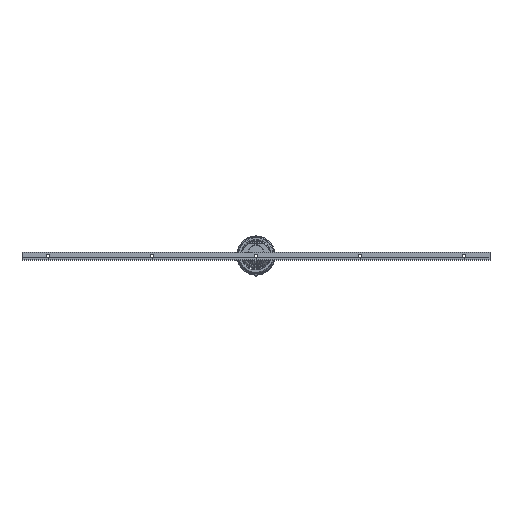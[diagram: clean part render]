
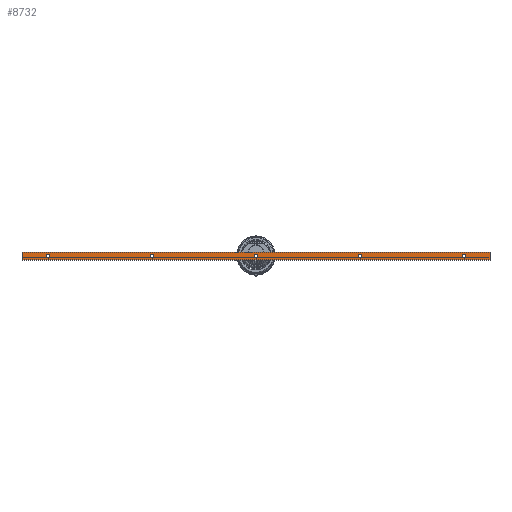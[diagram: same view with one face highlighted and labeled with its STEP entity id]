
A CAD part, top view. The second image highlights one B-rep face of the part: STEP entity #8732.
In plain terms, the highlighted face is planar.
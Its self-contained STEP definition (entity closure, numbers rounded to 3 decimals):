
#100 = CIRCLE ( 'NONE', #1830, 11. ) ;
#151 = EDGE_LOOP ( 'NONE', ( #290, #10481 ) ) ;
#164 = ORIENTED_EDGE ( 'NONE', *, *, #7599, .F. ) ;
#290 = ORIENTED_EDGE ( 'NONE', *, *, #6341, .F. ) ;
#299 = EDGE_CURVE ( 'NONE', #3823, #6306, #8253, .T. ) ;
#328 = AXIS2_PLACEMENT_3D ( 'NONE', #6678, #10356, #8541 ) ;
#524 = CIRCLE ( 'NONE', #6083, 11. ) ;
#582 = EDGE_CURVE ( 'NONE', #5430, #6100, #7885, .T. ) ;
#615 = VERTEX_POINT ( 'NONE', #5896 ) ;
#667 = DIRECTION ( 'NONE',  ( -1., 0., 0. ) ) ;
#795 = CARTESIAN_POINT ( 'NONE',  ( 11.5, 80., 1200. ) ) ;
#873 = AXIS2_PLACEMENT_3D ( 'NONE', #5184, #8825, #667 ) ;
#1073 = ORIENTED_EDGE ( 'NONE', *, *, #7886, .T. ) ;
#1316 = ORIENTED_EDGE ( 'NONE', *, *, #7778, .F. ) ;
#1318 = LINE ( 'NONE', #9540, #7569 ) ;
#1329 = EDGE_CURVE ( 'NONE', #8176, #11503, #11370, .T. ) ;
#1361 = EDGE_CURVE ( 'NONE', #11561, #615, #1967, .T. ) ;
#1386 = CARTESIAN_POINT ( 'NONE',  ( 22.5, 80., 1200. ) ) ;
#1474 = ORIENTED_EDGE ( 'NONE', *, *, #6702, .F. ) ;
#1476 = PLANE ( 'NONE',  #10097 ) ;
#1796 = EDGE_LOOP ( 'NONE', ( #1316, #164 ) ) ;
#1830 = AXIS2_PLACEMENT_3D ( 'NONE', #5723, #3787, #6545 ) ;
#1834 = LINE ( 'NONE', #11687, #4832 ) ;
#1950 = VERTEX_POINT ( 'NONE', #6990 ) ;
#1967 = CIRCLE ( 'NONE', #4078, 11. ) ;
#2266 = FACE_BOUND ( 'NONE', #5174, .T. ) ;
#2499 = CARTESIAN_POINT ( 'NONE',  ( 45., 80., 1350. ) ) ;
#2528 = VERTEX_POINT ( 'NONE', #9364 ) ;
#2539 = EDGE_CURVE ( 'NONE', #615, #11561, #10571, .T. ) ;
#2656 = ORIENTED_EDGE ( 'NONE', *, *, #299, .T. ) ;
#2763 = DIRECTION ( 'NONE',  ( 0., -1., 0. ) ) ;
#3092 = ORIENTED_EDGE ( 'NONE', *, *, #582, .F. ) ;
#3097 = ORIENTED_EDGE ( 'NONE', *, *, #2539, .T. ) ;
#3317 = CARTESIAN_POINT ( 'NONE',  ( 45., 80., -1350. ) ) ;
#3322 = EDGE_LOOP ( 'NONE', ( #4344, #3092 ) ) ;
#3368 = VERTEX_POINT ( 'NONE', #8523 ) ;
#3787 = DIRECTION ( 'NONE',  ( 0., 1., 0. ) ) ;
#3823 = VERTEX_POINT ( 'NONE', #11338 ) ;
#3987 = CARTESIAN_POINT ( 'NONE',  ( 0., 80., -1350. ) ) ;
#4078 = AXIS2_PLACEMENT_3D ( 'NONE', #5009, #6867, #7760 ) ;
#4344 = ORIENTED_EDGE ( 'NONE', *, *, #5758, .F. ) ;
#4498 = ORIENTED_EDGE ( 'NONE', *, *, #7684, .T. ) ;
#4814 = DIRECTION ( 'NONE',  ( 0., -1., 0. ) ) ;
#4832 = VECTOR ( 'NONE', #6389, 1000. ) ;
#4878 = DIRECTION ( 'NONE',  ( -1., 0., 0. ) ) ;
#5009 = CARTESIAN_POINT ( 'NONE',  ( 22.5, 80., 1200. ) ) ;
#5021 = FACE_BOUND ( 'NONE', #151, .T. ) ;
#5142 = VERTEX_POINT ( 'NONE', #11345 ) ;
#5174 = EDGE_LOOP ( 'NONE', ( #9740, #3097 ) ) ;
#5184 = CARTESIAN_POINT ( 'NONE',  ( 22.5, 80., 0. ) ) ;
#5205 = DIRECTION ( 'NONE',  ( -1., 0., 0. ) ) ;
#5399 = CARTESIAN_POINT ( 'NONE',  ( 33.5, 80., -1200. ) ) ;
#5409 = VECTOR ( 'NONE', #11600, 1000. ) ;
#5430 = VERTEX_POINT ( 'NONE', #5435 ) ;
#5435 = CARTESIAN_POINT ( 'NONE',  ( 33.5, 80., -600. ) ) ;
#5502 = CARTESIAN_POINT ( 'NONE',  ( 22.5, 80., -1200. ) ) ;
#5618 = CARTESIAN_POINT ( 'NONE',  ( 11.5, 80., 0. ) ) ;
#5723 = CARTESIAN_POINT ( 'NONE',  ( 22.5, 80., -600. ) ) ;
#5758 = EDGE_CURVE ( 'NONE', #6100, #5430, #100, .T. ) ;
#5896 = CARTESIAN_POINT ( 'NONE',  ( 33.5, 80., 1200. ) ) ;
#5938 = DIRECTION ( 'NONE',  ( 0., -1., 0. ) ) ;
#5991 = FACE_BOUND ( 'NONE', #6808, .T. ) ;
#6058 = CIRCLE ( 'NONE', #873, 11. ) ;
#6083 = AXIS2_PLACEMENT_3D ( 'NONE', #8996, #11800, #7023 ) ;
#6100 = VERTEX_POINT ( 'NONE', #7229 ) ;
#6120 = DIRECTION ( 'NONE',  ( 0., 1., 0. ) ) ;
#6306 = VERTEX_POINT ( 'NONE', #11569 ) ;
#6341 = EDGE_CURVE ( 'NONE', #11503, #8176, #8510, .T. ) ;
#6389 = DIRECTION ( 'NONE',  ( 0., 0., -1. ) ) ;
#6454 = DIRECTION ( 'NONE',  ( 0., 1., 0. ) ) ;
#6545 = DIRECTION ( 'NONE',  ( -1., 0., 0. ) ) ;
#6678 = CARTESIAN_POINT ( 'NONE',  ( 22.5, 80., 0. ) ) ;
#6684 = CARTESIAN_POINT ( 'NONE',  ( 45., 80., 1350. ) ) ;
#6702 = EDGE_CURVE ( 'NONE', #5142, #1950, #7572, .T. ) ;
#6808 = EDGE_LOOP ( 'NONE', ( #4498, #2656 ) ) ;
#6822 = DIRECTION ( 'NONE',  ( 0., 1., 0. ) ) ;
#6867 = DIRECTION ( 'NONE',  ( 0., -1., 0. ) ) ;
#6988 = CARTESIAN_POINT ( 'NONE',  ( 22.5, 80., -1200. ) ) ;
#6990 = CARTESIAN_POINT ( 'NONE',  ( 0., 80., 1350. ) ) ;
#7023 = DIRECTION ( 'NONE',  ( 1., 0., 0. ) ) ;
#7088 = CARTESIAN_POINT ( 'NONE',  ( 11.5, 80., -1200. ) ) ;
#7089 = AXIS2_PLACEMENT_3D ( 'NONE', #10874, #2763, #9170 ) ;
#7229 = CARTESIAN_POINT ( 'NONE',  ( 11.5, 80., -600. ) ) ;
#7474 = AXIS2_PLACEMENT_3D ( 'NONE', #1386, #4814, #4878 ) ;
#7569 = VECTOR ( 'NONE', #9481, 1000. ) ;
#7572 = LINE ( 'NONE', #6684, #8120 ) ;
#7599 = EDGE_CURVE ( 'NONE', #3368, #9938, #8569, .T. ) ;
#7684 = EDGE_CURVE ( 'NONE', #6306, #3823, #524, .T. ) ;
#7704 = FACE_BOUND ( 'NONE', #1796, .T. ) ;
#7760 = DIRECTION ( 'NONE',  ( -1., 0., 0. ) ) ;
#7778 = EDGE_CURVE ( 'NONE', #9938, #3368, #6058, .T. ) ;
#7885 = CIRCLE ( 'NONE', #8463, 11. ) ;
#7886 = EDGE_CURVE ( 'NONE', #5142, #2528, #1318, .T. ) ;
#7950 = FACE_BOUND ( 'NONE', #3322, .T. ) ;
#8120 = VECTOR ( 'NONE', #11258, 1000. ) ;
#8176 = VERTEX_POINT ( 'NONE', #5399 ) ;
#8253 = CIRCLE ( 'NONE', #7089, 11. ) ;
#8463 = AXIS2_PLACEMENT_3D ( 'NONE', #11588, #6120, #10625 ) ;
#8510 = CIRCLE ( 'NONE', #11795, 11. ) ;
#8523 = CARTESIAN_POINT ( 'NONE',  ( 33.5, 80., 0. ) ) ;
#8541 = DIRECTION ( 'NONE',  ( -1., 0., 0. ) ) ;
#8569 = CIRCLE ( 'NONE', #328, 11. ) ;
#8679 = AXIS2_PLACEMENT_3D ( 'NONE', #5502, #6454, #9144 ) ;
#8732 = ADVANCED_FACE ( 'NONE', ( #5021, #7704, #7950, #9705, #5991, #2266 ), #1476, .F. ) ;
#8787 = DIRECTION ( 'NONE',  ( 1., 0., 0. ) ) ;
#8825 = DIRECTION ( 'NONE',  ( 0., 1., 0. ) ) ;
#8848 = EDGE_CURVE ( 'NONE', #1950, #9880, #1834, .T. ) ;
#8996 = CARTESIAN_POINT ( 'NONE',  ( 22.5, 80., 600. ) ) ;
#9087 = EDGE_CURVE ( 'NONE', #2528, #9880, #9735, .T. ) ;
#9144 = DIRECTION ( 'NONE',  ( -1., 0., 0. ) ) ;
#9170 = DIRECTION ( 'NONE',  ( 1., 0., 0. ) ) ;
#9364 = CARTESIAN_POINT ( 'NONE',  ( 45., 80., -1350. ) ) ;
#9481 = DIRECTION ( 'NONE',  ( 0., 0., -1. ) ) ;
#9540 = CARTESIAN_POINT ( 'NONE',  ( 45., 80., 1350. ) ) ;
#9705 = FACE_OUTER_BOUND ( 'NONE', #10814, .T. ) ;
#9735 = LINE ( 'NONE', #3317, #5409 ) ;
#9740 = ORIENTED_EDGE ( 'NONE', *, *, #1361, .T. ) ;
#9880 = VERTEX_POINT ( 'NONE', #3987 ) ;
#9938 = VERTEX_POINT ( 'NONE', #5618 ) ;
#10097 = AXIS2_PLACEMENT_3D ( 'NONE', #2499, #5938, #8787 ) ;
#10356 = DIRECTION ( 'NONE',  ( 0., 1., 0. ) ) ;
#10481 = ORIENTED_EDGE ( 'NONE', *, *, #1329, .F. ) ;
#10571 = CIRCLE ( 'NONE', #7474, 11. ) ;
#10625 = DIRECTION ( 'NONE',  ( -1., 0., 0. ) ) ;
#10756 = ORIENTED_EDGE ( 'NONE', *, *, #9087, .T. ) ;
#10814 = EDGE_LOOP ( 'NONE', ( #10756, #11283, #1474, #1073 ) ) ;
#10874 = CARTESIAN_POINT ( 'NONE',  ( 22.5, 80., 600. ) ) ;
#11258 = DIRECTION ( 'NONE',  ( -1., 0., 0. ) ) ;
#11283 = ORIENTED_EDGE ( 'NONE', *, *, #8848, .F. ) ;
#11338 = CARTESIAN_POINT ( 'NONE',  ( 33.5, 80., 600. ) ) ;
#11345 = CARTESIAN_POINT ( 'NONE',  ( 45., 80., 1350. ) ) ;
#11370 = CIRCLE ( 'NONE', #8679, 11. ) ;
#11503 = VERTEX_POINT ( 'NONE', #7088 ) ;
#11561 = VERTEX_POINT ( 'NONE', #795 ) ;
#11569 = CARTESIAN_POINT ( 'NONE',  ( 11.5, 80., 600. ) ) ;
#11588 = CARTESIAN_POINT ( 'NONE',  ( 22.5, 80., -600. ) ) ;
#11600 = DIRECTION ( 'NONE',  ( -1., 0., 0. ) ) ;
#11687 = CARTESIAN_POINT ( 'NONE',  ( 0., 80., 1350. ) ) ;
#11795 = AXIS2_PLACEMENT_3D ( 'NONE', #6988, #6822, #5205 ) ;
#11800 = DIRECTION ( 'NONE',  ( 0., -1., 0. ) ) ;
